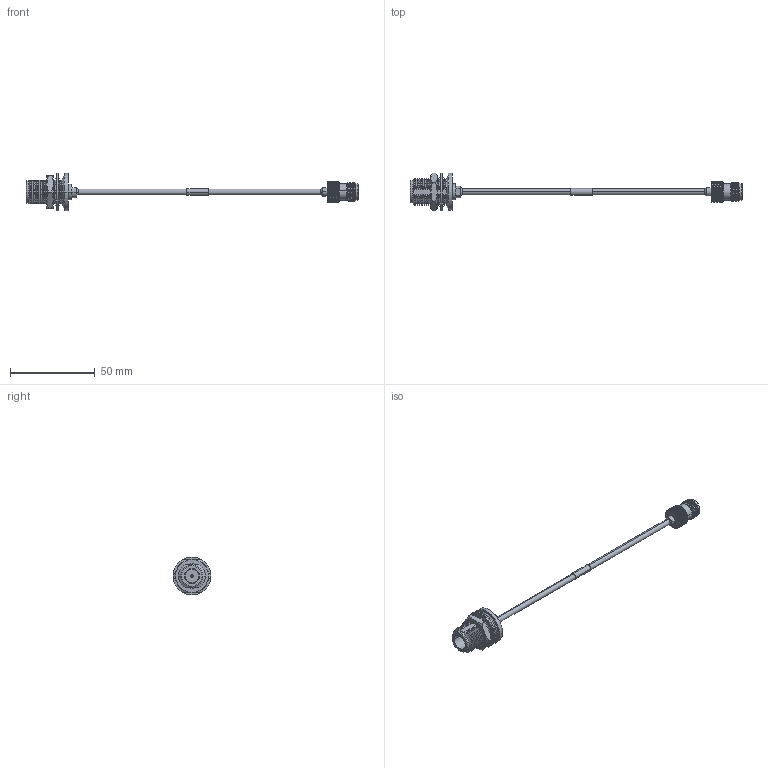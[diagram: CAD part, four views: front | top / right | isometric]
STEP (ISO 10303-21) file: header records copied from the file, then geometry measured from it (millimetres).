
FILE_DESCRIPTION (( 'STEP AP214' ), '1' );
FILE_NAME ('LCCA30458.step', '2020-05-02T09:12:01', ( '' ), ( '' ), 'SwSTEP 2.0', 'SolidWorks 2018', '' );
FILE_SCHEMA (( 'AUTOMOTIVE_DESIGN' ));
Length unit declared in the file: inch
Products named in the file (7): solder plug left^LCCA30458; LCCN3057___; 1AW01-003_.152 ID; LCCA30458; LC141TB (141 FORMABLE); LCCN3067; solder plug right^LCCA30458
Assembly tree (6 placements, depth 2):
  LCCA30458
    LC141TB (141 FORMABLE)
    LCCN3057___
    solder plug left^LCCA30458
    1AW01-003_.152 ID
    LCCN3067
    solder plug right^LCCA30458
Bounding box: 195.66 x 22.35 x 22.35 mm (x, y, z)
Volume: 8174.8 mm3; surface area: 7975.4 mm2
Topology: 10 solids, 11 shells, 2033 faces, 4492 edges, 2492 vertices
Faces by surface type: bspline 1283, cylinder 407, plane 183, cone 148, torus 8, sphere 4
Entity records: 72450 total; most frequent: CARTESIAN_POINT 41812, ORIENTED_EDGE 8984, EDGE_CURVE 4492, DIRECTION 2979, VERTEX_POINT 2492, EDGE_LOOP 2056, FACE_OUTER_BOUND 2033, ADVANCED_FACE 2033
